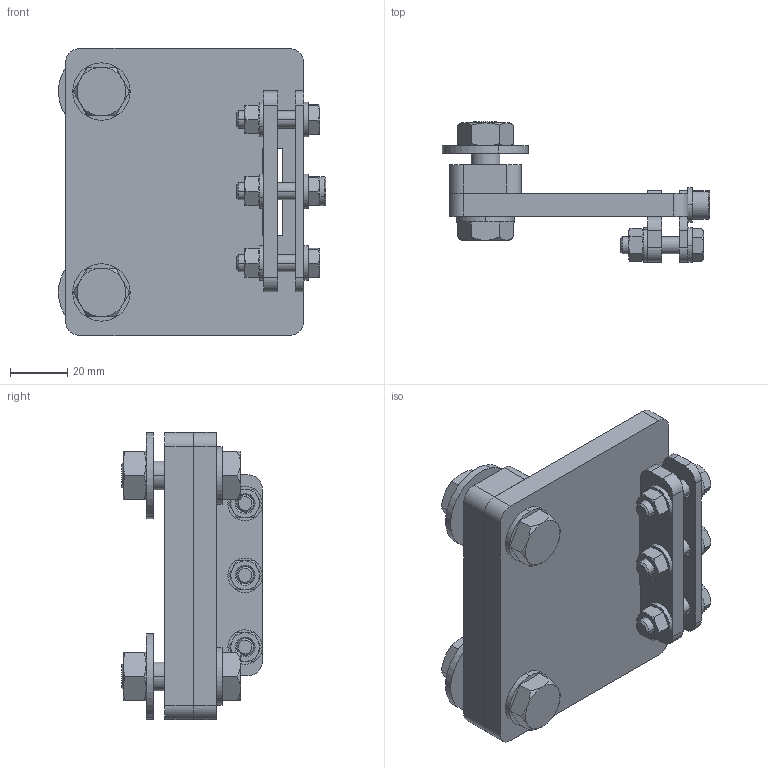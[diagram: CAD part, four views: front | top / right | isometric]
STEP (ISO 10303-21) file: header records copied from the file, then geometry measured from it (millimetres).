
FILE_DESCRIPTION (( 'STEP AP214' ), '1' );
FILE_NAME ('TS-C2-AL1-1 Uchytenie lanka.STEP', '2023-08-14T12:32:47', ( '' ), ( '' ), 'SwSTEP 2.0', 'SolidWorks 2019', '' );
FILE_SCHEMA (( 'AUTOMOTIVE_DESIGN' ));
Length unit declared in the file: millimetre
Products named in the file (13): TS-C2-AL1-1 Uchytenie lanka; TS-C2-AL1-1.P4; SKRUTKA DIN 933 8.8 Zink._M10 x 35; MATICA DIN 934_MATICA M10; SKRUTKA DIN 912_SKRUTKA M 6x 20; TS-C2-AL1-1.P2; PODLOZKA DIN 125_PODLOZKA  6; TS-C2-AL1-1.P1; Podložka DIN9021-M10; PODLOZKA DIN 125_PODLOZKA 10; MATICA DIN 934_MATICA M 6; TS-C2-AL1-1.P3; SKRUTKA DIN 933 8.8 Zink._M 6 x 25
Assembly tree (26 placements, depth 2):
  TS-C2-AL1-1 Uchytenie lanka
    TS-C2-AL1-1.P2
    TS-C2-AL1-1.P1
    TS-C2-AL1-1.P4
    PODLOZKA DIN 125_PODLOZKA 10  x2
    PODLOZKA DIN 125_PODLOZKA  6  x7
    SKRUTKA DIN 933 8.8 Zink._M 6 x 25  x3
    Podložka DIN9021-M10  x2
    MATICA DIN 934_MATICA M10  x2
    SKRUTKA DIN 933 8.8 Zink._M10 x 35  x2
    TS-C2-AL1-1.P3
    SKRUTKA DIN 912_SKRUTKA M 6x 20
    MATICA DIN 934_MATICA M 6  x3
Bounding box: 93.1 x 49 x 100 mm (x, y, z)
Volume: 116281.8 mm3; surface area: 50792.2 mm2
Topology: 26 solids, 26 shells, 415 faces, 985 edges, 626 vertices
Faces by surface type: plane 165, cone 133, cylinder 115, torus 2
Entity records: 7970 total; most frequent: CARTESIAN_POINT 1650, DIRECTION 1213, ORIENTED_EDGE 1122, EDGE_CURVE 561, AXIS2_PLACEMENT_3D 470, VERTEX_POINT 358, LINE 273, EDGE_LOOP 273
